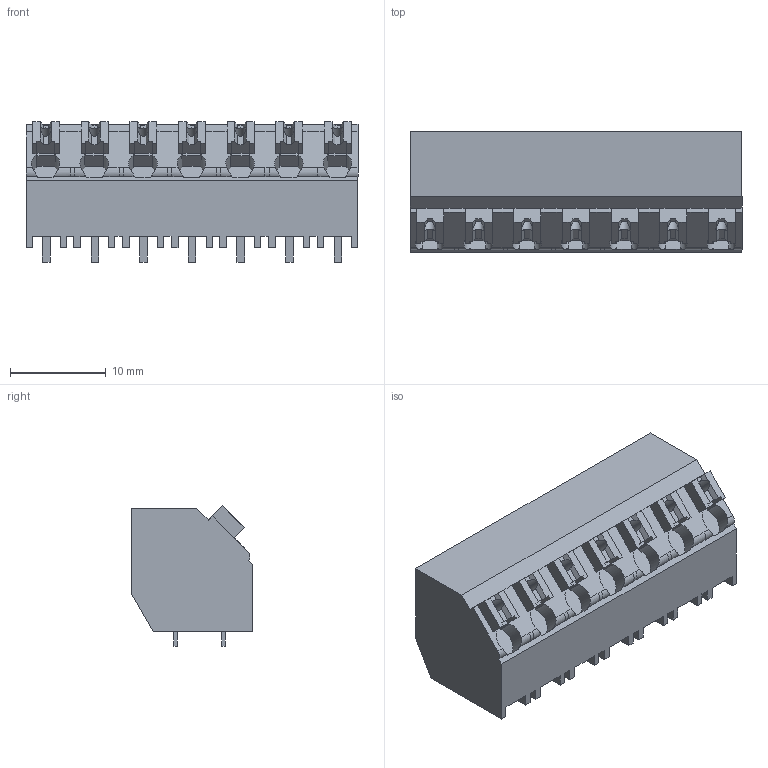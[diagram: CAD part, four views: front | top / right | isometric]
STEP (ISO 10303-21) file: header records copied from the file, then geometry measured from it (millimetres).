
FILE_DESCRIPTION(('CATIA V5 STEP Exchange','CAx-IF Rec.Pracs.--- Model Styling and Organization---1.2---2011-12-15'),'2;1');
FILE_NAME ('D1458415_0_1884780000_1884780000.stp','2018-03-20T13:17:35+00:00',('none'),('Weidmueller'),'CATIA Version 5-6 Release 2014','CATIA V5 STEP AP214','none');
FILE_SCHEMA(('AUTOMOTIVE_DESIGN { 1 0 10303 214 1 1 1 1 }'));
Length unit declared in the file: millimetre
Products named in the file (1): 1884780000
Bounding box: 34.68 x 12.7 x 14.66 mm (x, y, z)
Volume: 4009.2 mm3; surface area: 3851 mm2
Topology: 22 solids, 22 shells, 515 faces, 1472 edges, 1007 vertices
Faces by surface type: plane 468, cylinder 47
Entity records: 15454 total; most frequent: CARTESIAN_POINT 3004, ORIENTED_EDGE 2944, DIRECTION 1932, EDGE_CURVE 1472, VECTOR 1319, LINE 1319, VERTEX_POINT 1007, EDGE_LOOP 535
